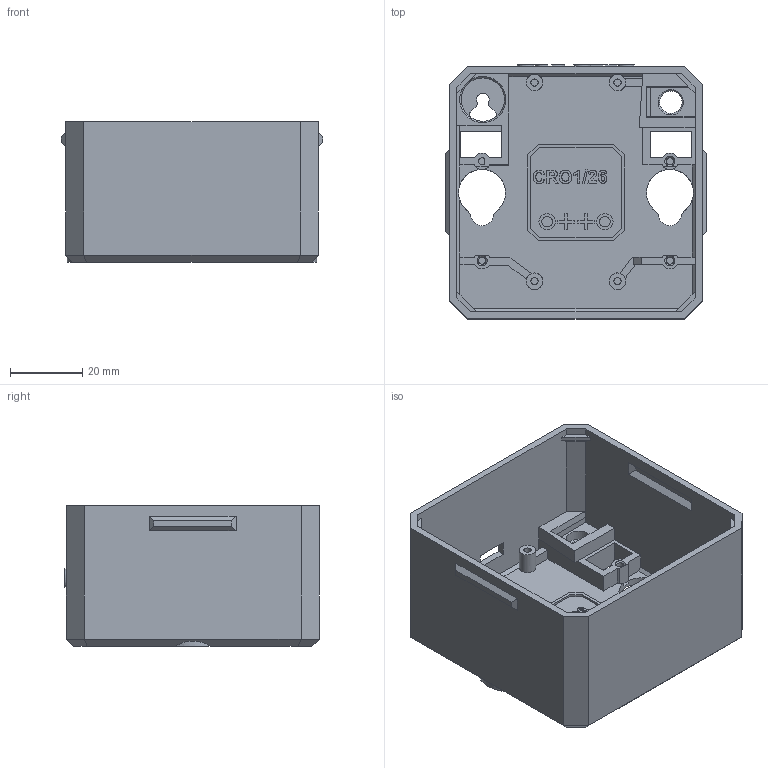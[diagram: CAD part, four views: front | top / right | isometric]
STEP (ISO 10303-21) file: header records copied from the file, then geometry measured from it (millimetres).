
FILE_DESCRIPTION(/* description */ (''),/* implementation_level */ '2;1');
FILE_NAME(/* name */ 'OttoDIY+_Body_Only.step',/* time_stamp */ '2025-11-29T11:01:54+01:00',/* author */ (''),/* organization */ (''),/* preprocessor_version */ 'ST-DEVELOPER v20.1',/* originating_system */ 'Autodesk Translation Framework v14.21.0.0',/* authorisation */ '');
FILE_SCHEMA (('AUTOMOTIVE_DESIGN { 1 0 10303 214 3 1 1 }'));
Length unit declared in the file: millimetre
Products named in the file (2): OttoDIY+_Body_Only; Body
Assembly tree (1 placements, depth 2):
  OttoDIY+_Body_Only
    Body
Bounding box: 72.4 x 70.4 x 39 mm (x, y, z)
Volume: 30734.1 mm3; surface area: 30966.4 mm2
Topology: 1 solids, 1 shells, 518 faces, 1405 edges, 928 vertices
Faces by surface type: plane 288, bspline 175, cylinder 50, cone 5
Full cylindrical faces by diameter (mm): 2 x7, 2.9 x2, 4.5 x2, 4.6 x4, 6.2 x1, 7 x1, 12 x1
Entity records: 17922 total; most frequent: CARTESIAN_POINT 5829, ORIENTED_EDGE 2810, DIRECTION 1875, EDGE_CURVE 1405, VERTEX_POINT 928, LINE 927, VECTOR 927, EDGE_LOOP 571
